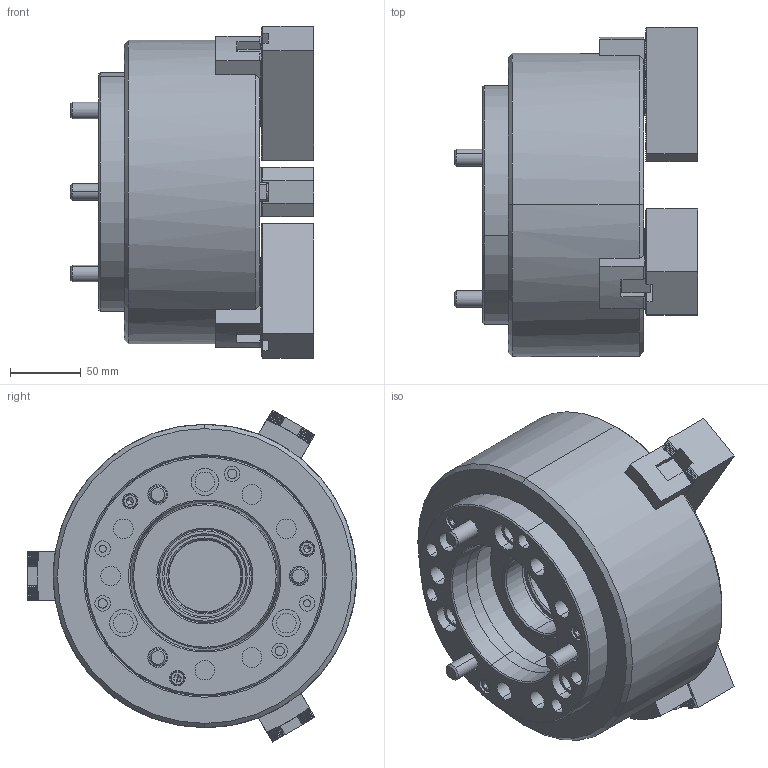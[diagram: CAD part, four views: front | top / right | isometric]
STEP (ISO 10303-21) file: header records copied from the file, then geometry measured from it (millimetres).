
FILE_DESCRIPTION (( 'STEP AP203' ), '1' );
FILE_NAME ('CF-3L-208A6.STEP', '2021-08-20T02:50:03', ( '' ), ( '' ), 'SwSTEP 2.0', 'SolidWorks 2016', '' );
FILE_SCHEMA (( 'CONFIG_CONTROL_DESIGN' ));
Length unit declared in the file: millimetre
Products named in the file (14): CF-3L-208A6; 圓頭內六角螺栓_M12x30; CF-3L-208-01000; 圓頭內六角螺栓_M12x120; CF-3L-208-02000; 半圓頭六角孔螺栓_M5x10; CF-3L-208-03010; CF-3L-08-13000-A6法蘭; CF-3L-208-04000; CF-3L-208-06000; CF-3H-08-08000; CF-3H-208-04000(T型塊); 圓頭內六角螺栓_M6x25; SJ-08
Assembly tree (30 placements, depth 2):
  CF-3L-208A6
    CF-3L-208-01000
    CF-3L-208-02000
    CF-3L-208-03010  x3
    CF-3L-208-04000
    CF-3L-208-06000
    CF-3H-08-08000
    CF-3H-208-04000(T型塊)  x3
    SJ-08  x3
    圓頭內六角螺栓_M12x30  x6
    圓頭內六角螺栓_M12x120  x3
    半圓頭六角孔螺栓_M5x10  x3
    CF-3L-08-13000-A6法蘭
    圓頭內六角螺栓_M6x25  x3
Bounding box: 172.25 x 233.25 x 235.31 mm (x, y, z)
Volume: 3701076.8 mm3; surface area: 485478.1 mm2
Topology: 30 solids, 30 shells, 3221 faces, 9131 edges, 5994 vertices
Faces by surface type: plane 2203, cylinder 857, cone 147, torus 14
Entity records: 40925 total; most frequent: CARTESIAN_POINT 8179, ORIENTED_EDGE 6794, DIRECTION 5979, EDGE_CURVE 3397, LINE 2485, VECTOR 2485, VERTEX_POINT 2235, AXIS2_PLACEMENT_3D 1747
